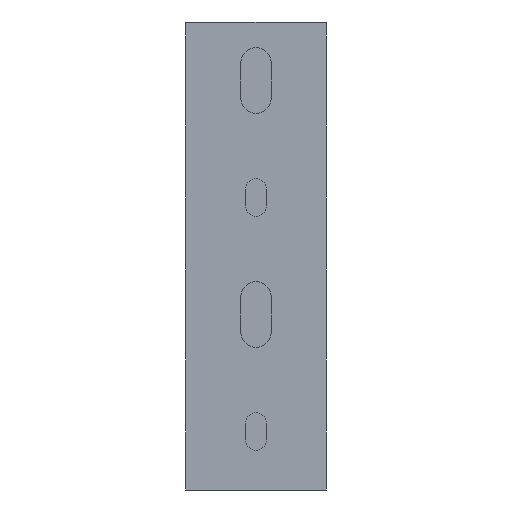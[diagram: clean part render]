
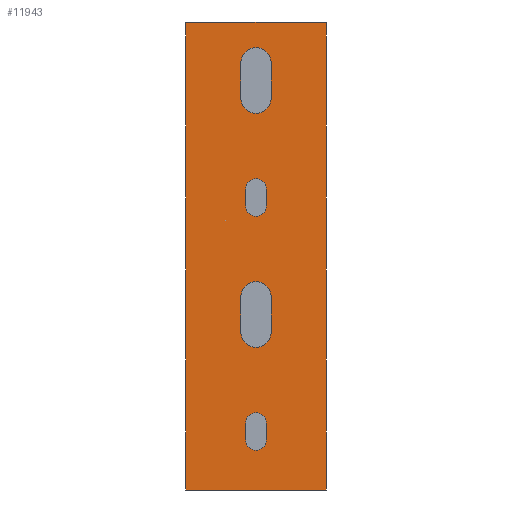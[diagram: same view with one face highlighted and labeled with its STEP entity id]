
A CAD part, front view. The second image highlights one B-rep face of the part: STEP entity #11943.
In plain terms, the highlighted planar face has unit normal (0, -1, 0).
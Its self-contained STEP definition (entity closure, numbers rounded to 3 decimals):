
#1226=DIRECTION('',(0.,0.,-1.));
#1227=VECTOR('',#1226,100.);
#1228=CARTESIAN_POINT('',(-15.,-1.4,0.));
#1229=LINE('',#1228,#1227);
#4317=DIRECTION('',(1.,0.,0.));
#4318=VECTOR('',#4317,30.);
#4319=CARTESIAN_POINT('',(-15.,-1.4,0.));
#4320=LINE('',#4319,#4318);
#4324=DIRECTION('',(0.,0.,-1.));
#4325=VECTOR('',#4324,100.);
#4326=CARTESIAN_POINT('',(15.,-1.4,0.));
#4327=LINE('',#4326,#4325);
#4331=DIRECTION('',(-1.,0.,0.));
#4332=VECTOR('',#4331,30.);
#4333=CARTESIAN_POINT('',(15.,-1.4,-100.));
#4334=LINE('',#4333,#4332);
#4338=DIRECTION('',(0.,0.,1.));
#4339=VECTOR('',#4338,7.5);
#4340=CARTESIAN_POINT('',(3.25,-1.4,-16.25));
#4341=LINE('',#4340,#4339);
#4345=DIRECTION('',(0.,0.,1.));
#4346=VECTOR('',#4345,7.5);
#4347=CARTESIAN_POINT('',(-3.25,-1.4,-16.25));
#4348=LINE('',#4347,#4346);
#4352=DIRECTION('',(0.,0.,1.));
#4353=VECTOR('',#4352,3.5);
#4354=CARTESIAN_POINT('',(2.25,-1.4,-39.25));
#4355=LINE('',#4354,#4353);
#4359=DIRECTION('',(0.,0.,1.));
#4360=VECTOR('',#4359,3.5);
#4361=CARTESIAN_POINT('',(-2.25,-1.4,-39.25));
#4362=LINE('',#4361,#4360);
#4366=DIRECTION('',(0.,0.,1.));
#4367=VECTOR('',#4366,7.5);
#4368=CARTESIAN_POINT('',(3.25,-1.4,-66.25));
#4369=LINE('',#4368,#4367);
#4373=DIRECTION('',(0.,0.,1.));
#4374=VECTOR('',#4373,7.5);
#4375=CARTESIAN_POINT('',(-3.25,-1.4,-66.25));
#4376=LINE('',#4375,#4374);
#4380=DIRECTION('',(0.,0.,1.));
#4381=VECTOR('',#4380,3.5);
#4382=CARTESIAN_POINT('',(2.25,-1.4,-89.25));
#4383=LINE('',#4382,#4381);
#4387=DIRECTION('',(0.,0.,1.));
#4388=VECTOR('',#4387,3.5);
#4389=CARTESIAN_POINT('',(-2.25,-1.4,-89.25));
#4390=LINE('',#4389,#4388);
#4394=CARTESIAN_POINT('',(0.,-1.4,-16.25));
#4395=DIRECTION('',(0.,1.,0.));
#4396=DIRECTION('',(1.,0.,0.));
#4397=AXIS2_PLACEMENT_3D('',#4394,#4395,#4396);
#4432=CARTESIAN_POINT('',(0.,-1.4,-8.75));
#4433=DIRECTION('',(0.,1.,0.));
#4434=DIRECTION('',(-1.,0.,0.));
#4435=AXIS2_PLACEMENT_3D('',#4432,#4433,#4434);
#4454=CARTESIAN_POINT('',(0.,-1.4,-39.25));
#4455=DIRECTION('',(0.,1.,0.));
#4456=DIRECTION('',(1.,0.,0.));
#4457=AXIS2_PLACEMENT_3D('',#4454,#4455,#4456);
#4492=CARTESIAN_POINT('',(0.,-1.4,-35.75));
#4493=DIRECTION('',(0.,1.,0.));
#4494=DIRECTION('',(-1.,0.,0.));
#4495=AXIS2_PLACEMENT_3D('',#4492,#4493,#4494);
#4514=CARTESIAN_POINT('',(0.,-1.4,-66.25));
#4515=DIRECTION('',(0.,1.,0.));
#4516=DIRECTION('',(1.,0.,0.));
#4517=AXIS2_PLACEMENT_3D('',#4514,#4515,#4516);
#4552=CARTESIAN_POINT('',(0.,-1.4,-58.75));
#4553=DIRECTION('',(0.,1.,0.));
#4554=DIRECTION('',(-1.,0.,0.));
#4555=AXIS2_PLACEMENT_3D('',#4552,#4553,#4554);
#4574=CARTESIAN_POINT('',(0.,-1.4,-89.25));
#4575=DIRECTION('',(0.,1.,0.));
#4576=DIRECTION('',(1.,0.,0.));
#4577=AXIS2_PLACEMENT_3D('',#4574,#4575,#4576);
#4612=CARTESIAN_POINT('',(0.,-1.4,-85.75));
#4613=DIRECTION('',(0.,1.,0.));
#4614=DIRECTION('',(-1.,0.,0.));
#4615=AXIS2_PLACEMENT_3D('',#4612,#4613,#4614);
#7228=CARTESIAN_POINT('',(-3.25,-1.4,-8.75));
#7229=CARTESIAN_POINT('',(3.25,-1.4,-8.75));
#7230=VERTEX_POINT('',#7228);
#7231=VERTEX_POINT('',#7229);
#7240=CARTESIAN_POINT('',(3.25,-1.4,-16.25));
#7241=CARTESIAN_POINT('',(-3.25,-1.4,-16.25));
#7242=VERTEX_POINT('',#7240);
#7243=VERTEX_POINT('',#7241);
#7244=CARTESIAN_POINT('',(-2.25,-1.4,-35.75));
#7245=CARTESIAN_POINT('',(2.25,-1.4,-35.75));
#7246=VERTEX_POINT('',#7244);
#7247=VERTEX_POINT('',#7245);
#7256=CARTESIAN_POINT('',(2.25,-1.4,-39.25));
#7257=CARTESIAN_POINT('',(-2.25,-1.4,-39.25));
#7258=VERTEX_POINT('',#7256);
#7259=VERTEX_POINT('',#7257);
#7260=CARTESIAN_POINT('',(-3.25,-1.4,-66.25));
#7261=CARTESIAN_POINT('',(-3.25,-1.4,-58.75));
#7262=VERTEX_POINT('',#7260);
#7263=VERTEX_POINT('',#7261);
#7264=CARTESIAN_POINT('',(-2.25,-1.4,-89.25));
#7265=CARTESIAN_POINT('',(-2.25,-1.4,-85.75));
#7266=VERTEX_POINT('',#7264);
#7267=VERTEX_POINT('',#7265);
#7276=CARTESIAN_POINT('',(3.25,-1.4,-66.25));
#7277=CARTESIAN_POINT('',(3.25,-1.4,-58.75));
#7278=VERTEX_POINT('',#7276);
#7279=VERTEX_POINT('',#7277);
#7280=CARTESIAN_POINT('',(2.25,-1.4,-89.25));
#7281=CARTESIAN_POINT('',(2.25,-1.4,-85.75));
#7282=VERTEX_POINT('',#7280);
#7283=VERTEX_POINT('',#7281);
#7556=CARTESIAN_POINT('',(-15.,-1.4,0.));
#7557=CARTESIAN_POINT('',(-15.,-1.4,-100.));
#7558=VERTEX_POINT('',#7556);
#7559=VERTEX_POINT('',#7557);
#7560=CARTESIAN_POINT('',(15.,-1.4,0.));
#7561=CARTESIAN_POINT('',(15.,-1.4,-100.));
#7562=VERTEX_POINT('',#7560);
#7563=VERTEX_POINT('',#7561);
#11892=CARTESIAN_POINT('',(-15.,-1.4,0.));
#11893=DIRECTION('',(0.,-1.,0.));
#11894=DIRECTION('',(1.,0.,0.));
#11895=AXIS2_PLACEMENT_3D('',#11892,#11893,#11894);
#11896=PLANE('',#11895);
#11897=ORIENTED_EDGE('',*,*,#8549,.T.);
#11898=ORIENTED_EDGE('',*,*,#8698,.T.);
#11899=ORIENTED_EDGE('',*,*,#9211,.T.);
#11900=ORIENTED_EDGE('',*,*,#9473,.F.);
#11901=EDGE_LOOP('',(#11897,#11898,#11899,#11900));
#11902=FACE_OUTER_BOUND('',#11901,.F.);
#11904=ORIENTED_EDGE('',*,*,#11903,.F.);
#11906=ORIENTED_EDGE('',*,*,#11905,.T.);
#11908=ORIENTED_EDGE('',*,*,#11907,.F.);
#11910=ORIENTED_EDGE('',*,*,#11909,.F.);
#11911=EDGE_LOOP('',(#11904,#11906,#11908,#11910));
#11912=FACE_BOUND('',#11911,.F.);
#11914=ORIENTED_EDGE('',*,*,#11913,.F.);
#11916=ORIENTED_EDGE('',*,*,#11915,.T.);
#11918=ORIENTED_EDGE('',*,*,#11917,.F.);
#11920=ORIENTED_EDGE('',*,*,#11919,.F.);
#11921=EDGE_LOOP('',(#11914,#11916,#11918,#11920));
#11922=FACE_BOUND('',#11921,.F.);
#11924=ORIENTED_EDGE('',*,*,#11923,.F.);
#11926=ORIENTED_EDGE('',*,*,#11925,.T.);
#11928=ORIENTED_EDGE('',*,*,#11927,.F.);
#11930=ORIENTED_EDGE('',*,*,#11929,.F.);
#11931=EDGE_LOOP('',(#11924,#11926,#11928,#11930));
#11932=FACE_BOUND('',#11931,.F.);
#11934=ORIENTED_EDGE('',*,*,#11933,.F.);
#11936=ORIENTED_EDGE('',*,*,#11935,.T.);
#11938=ORIENTED_EDGE('',*,*,#11937,.F.);
#11940=ORIENTED_EDGE('',*,*,#11939,.F.);
#11941=EDGE_LOOP('',(#11934,#11936,#11938,#11940));
#11942=FACE_BOUND('',#11941,.F.);
#4398=CIRCLE('',#4397,3.25);
#4436=CIRCLE('',#4435,3.25);
#4458=CIRCLE('',#4457,2.25);
#4496=CIRCLE('',#4495,2.25);
#4518=CIRCLE('',#4517,3.25);
#4556=CIRCLE('',#4555,3.25);
#4578=CIRCLE('',#4577,2.25);
#4616=CIRCLE('',#4615,2.25);
#8549=EDGE_CURVE('',#7558,#7562,#4320,.T.);
#8698=EDGE_CURVE('',#7562,#7563,#4327,.T.);
#9211=EDGE_CURVE('',#7563,#7559,#4334,.T.);
#9473=EDGE_CURVE('',#7558,#7559,#1229,.T.);
#11903=EDGE_CURVE('',#7242,#7243,#4398,.T.);
#11905=EDGE_CURVE('',#7242,#7231,#4341,.T.);
#11907=EDGE_CURVE('',#7230,#7231,#4436,.T.);
#11909=EDGE_CURVE('',#7243,#7230,#4348,.T.);
#11913=EDGE_CURVE('',#7258,#7259,#4458,.T.);
#11915=EDGE_CURVE('',#7258,#7247,#4355,.T.);
#11917=EDGE_CURVE('',#7246,#7247,#4496,.T.);
#11919=EDGE_CURVE('',#7259,#7246,#4362,.T.);
#11923=EDGE_CURVE('',#7278,#7262,#4518,.T.);
#11925=EDGE_CURVE('',#7278,#7279,#4369,.T.);
#11927=EDGE_CURVE('',#7263,#7279,#4556,.T.);
#11929=EDGE_CURVE('',#7262,#7263,#4376,.T.);
#11933=EDGE_CURVE('',#7282,#7266,#4578,.T.);
#11935=EDGE_CURVE('',#7282,#7283,#4383,.T.);
#11937=EDGE_CURVE('',#7267,#7283,#4616,.T.);
#11939=EDGE_CURVE('',#7266,#7267,#4390,.T.);
#11943=ADVANCED_FACE('',(#11902,#11912,#11922,#11932,#11942),#11896,.T.);
